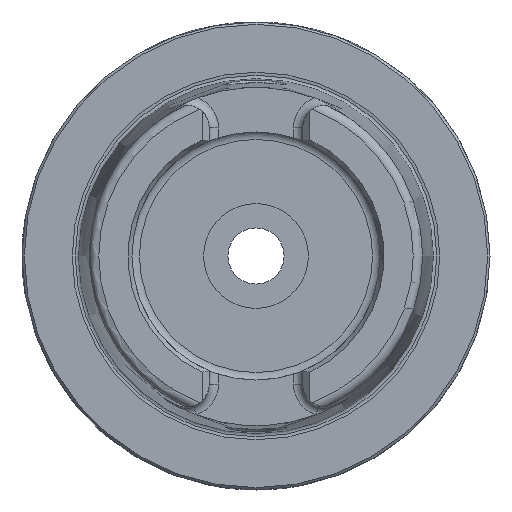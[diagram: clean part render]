
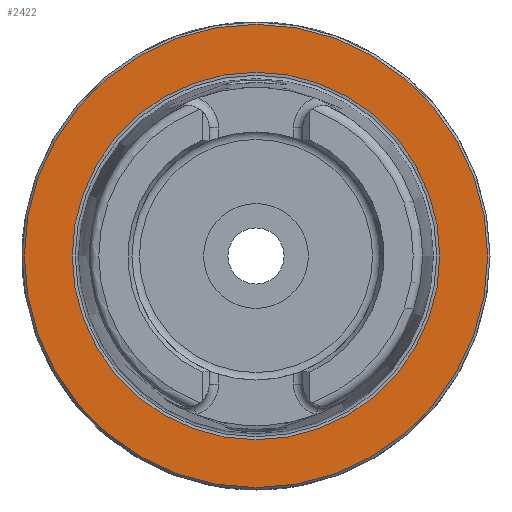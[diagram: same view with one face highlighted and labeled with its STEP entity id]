
A CAD part, left-side view. The second image highlights one B-rep face of the part: STEP entity #2422.
In plain terms, the highlighted planar face has unit normal (-1, 0, 0).
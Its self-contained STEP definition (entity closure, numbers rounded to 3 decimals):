
#104=FACE_BOUND('',#573,.T.);
#235=CIRCLE('',#2718,39.275);
#236=CIRCLE('',#2720,49.5);
#286=PLANE('',#2719);
#412=FACE_OUTER_BOUND('',#572,.T.);
#572=EDGE_LOOP('',(#2206));
#573=EDGE_LOOP('',(#2207));
#1153=VERTEX_POINT('',#5435);
#1154=VERTEX_POINT('',#5439);
#1509=EDGE_CURVE('',#1153,#1153,#235,.T.);
#1510=EDGE_CURVE('',#1154,#1154,#236,.T.);
#2206=ORIENTED_EDGE('',*,*,#1510,.F.);
#2207=ORIENTED_EDGE('',*,*,#1509,.T.);
#2422=ADVANCED_FACE('',(#412,#104),#286,.T.);
#2718=AXIS2_PLACEMENT_3D('',#5437,#3383,#3384);
#2719=AXIS2_PLACEMENT_3D('',#5438,#3385,#3386);
#2720=AXIS2_PLACEMENT_3D('',#5440,#3387,#3388);
#3383=DIRECTION('center_axis',(1.,0.,0.));
#3384=DIRECTION('ref_axis',(0.,0.,-1.));
#3385=DIRECTION('center_axis',(-1.,0.,0.));
#3386=DIRECTION('ref_axis',(0.,0.,1.));
#3387=DIRECTION('center_axis',(1.,0.,0.));
#3388=DIRECTION('ref_axis',(0.,0.,-1.));
#5435=CARTESIAN_POINT('',(0.,-39.275,0.));
#5437=CARTESIAN_POINT('Origin',(0.,0.,0.));
#5438=CARTESIAN_POINT('Origin',(0.,49.5,0.));
#5439=CARTESIAN_POINT('',(0.,-49.5,0.));
#5440=CARTESIAN_POINT('Origin',(0.,0.,0.));
